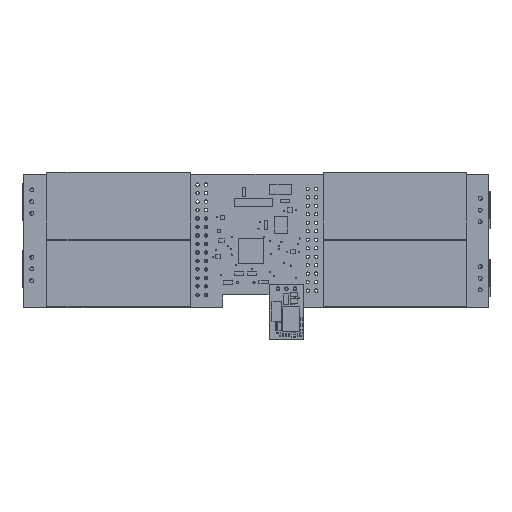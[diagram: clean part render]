
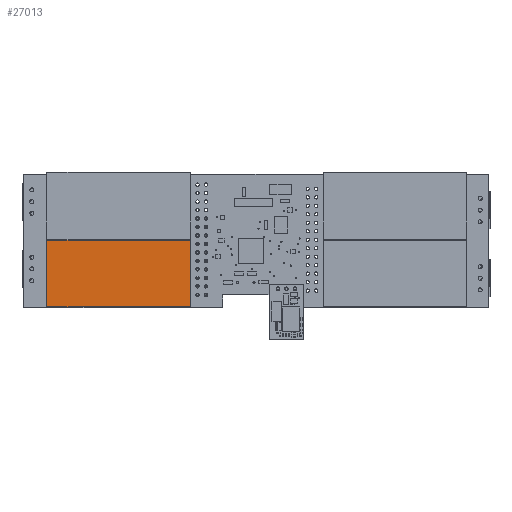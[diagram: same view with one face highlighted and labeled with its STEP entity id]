
A CAD part, top view. The second image highlights one B-rep face of the part: STEP entity #27013.
In plain terms, the highlighted planar face has unit normal (0, 0, 1).
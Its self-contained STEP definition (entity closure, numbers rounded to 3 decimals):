
#827=PLANE('',#28846);
#2014=FACE_OUTER_BOUND('',#3651,.T.);
#3651=EDGE_LOOP('',(#19493,#19494,#19495,#19496));
#5052=LINE('',#38631,#8191);
#5055=LINE('',#38637,#8194);
#5058=LINE('',#38643,#8197);
#5061=LINE('',#38647,#8200);
#8191=VECTOR('',#31649,10.);
#8194=VECTOR('',#31654,10.);
#8197=VECTOR('',#31659,10.);
#8200=VECTOR('',#31664,10.);
#12202=VERTEX_POINT('',#38628);
#12203=VERTEX_POINT('',#38630);
#12205=VERTEX_POINT('',#38636);
#12207=VERTEX_POINT('',#38642);
#15033=EDGE_CURVE('',#12203,#12202,#5052,.T.);
#15036=EDGE_CURVE('',#12205,#12203,#5055,.T.);
#15039=EDGE_CURVE('',#12207,#12205,#5058,.T.);
#15042=EDGE_CURVE('',#12202,#12207,#5061,.T.);
#19493=ORIENTED_EDGE('',*,*,#15042,.T.);
#19494=ORIENTED_EDGE('',*,*,#15039,.T.);
#19495=ORIENTED_EDGE('',*,*,#15036,.T.);
#19496=ORIENTED_EDGE('',*,*,#15033,.T.);
#27013=ADVANCED_FACE('',(#2014),#827,.T.);
#28846=AXIS2_PLACEMENT_3D('',#38648,#31665,#31666);
#31649=DIRECTION('',(-1.,0.,0.));
#31654=DIRECTION('',(0.,1.,0.));
#31659=DIRECTION('',(1.,0.,0.));
#31664=DIRECTION('',(0.,-1.,0.));
#31665=DIRECTION('center_axis',(0.,0.,1.));
#31666=DIRECTION('ref_axis',(1.,0.,0.));
#38628=CARTESIAN_POINT('',(-21.,10.,0.1));
#38630=CARTESIAN_POINT('',(22.,10.,0.1));
#38631=CARTESIAN_POINT('',(22.,10.,0.1));
#38636=CARTESIAN_POINT('',(22.,-10.,0.1));
#38637=CARTESIAN_POINT('',(22.,-10.,0.1));
#38642=CARTESIAN_POINT('',(-21.,-10.,0.1));
#38643=CARTESIAN_POINT('',(-21.,-10.,0.1));
#38647=CARTESIAN_POINT('',(-21.,10.,0.1));
#38648=CARTESIAN_POINT('Origin',(0.5,0.,0.1));
